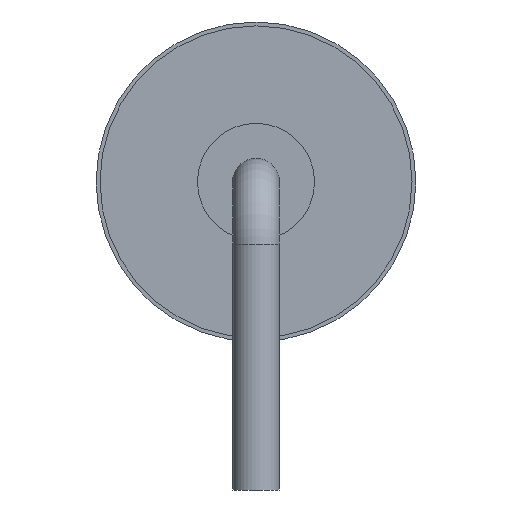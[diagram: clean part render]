
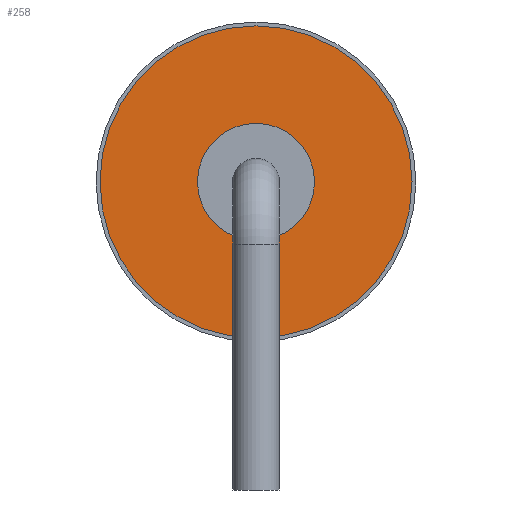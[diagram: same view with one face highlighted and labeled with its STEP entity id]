
A CAD part, left-side view. The second image highlights one B-rep face of the part: STEP entity #258.
In plain terms, the highlighted planar face has unit normal (-1, 0, 0).
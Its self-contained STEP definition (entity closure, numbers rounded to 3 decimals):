
#30=PLANE($,#308);
#47=FACE_BOUND($,#105,.T.);
#68=FACE_OUTER_BOUND($,#104,.T.);
#104=EDGE_LOOP($,(#214));
#105=EDGE_LOOP($,(#215));
#135=CIRCLE($,#304,1.5);
#136=CIRCLE($,#306,4.);
#157=VERTEX_POINT($,#459);
#158=VERTEX_POINT($,#462);
#179=EDGE_CURVE($,#157,#157,#135,.T.);
#180=EDGE_CURVE($,#158,#158,#136,.T.);
#214=ORIENTED_EDGE($,*,*,#180,.F.);
#215=ORIENTED_EDGE($,*,*,#179,.T.);
#258=ADVANCED_FACE($,(#68,#47),#30,.F.);
#304=AXIS2_PLACEMENT_3D($,#460,#376,#377);
#306=AXIS2_PLACEMENT_3D($,#463,#380,#381);
#308=AXIS2_PLACEMENT_3D($,#466,#384,#385);
#376=DIRECTION('center_axis',(1.,0.,0.));
#377=DIRECTION('ref_axis',(0.,-1.,0.));
#380=DIRECTION('center_axis',(1.,0.,0.));
#381=DIRECTION('ref_axis',(0.,1.,0.));
#384=DIRECTION('center_axis',(1.,0.,0.));
#385=DIRECTION('ref_axis',(0.,0.,-1.));
#459=CARTESIAN_POINT('',(-3.1,-1.5,4.1));
#460=CARTESIAN_POINT('Origin',(-3.1,0.,4.1));
#462=CARTESIAN_POINT('',(-3.1,4.,4.1));
#463=CARTESIAN_POINT('Origin',(-3.1,0.,4.1));
#466=CARTESIAN_POINT('Origin',(-3.1,0.,4.1));
